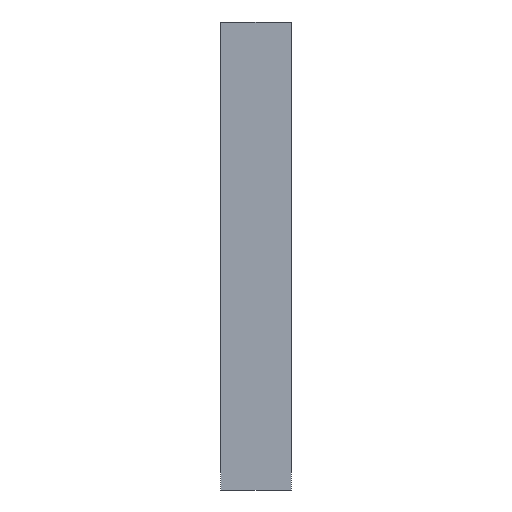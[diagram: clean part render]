
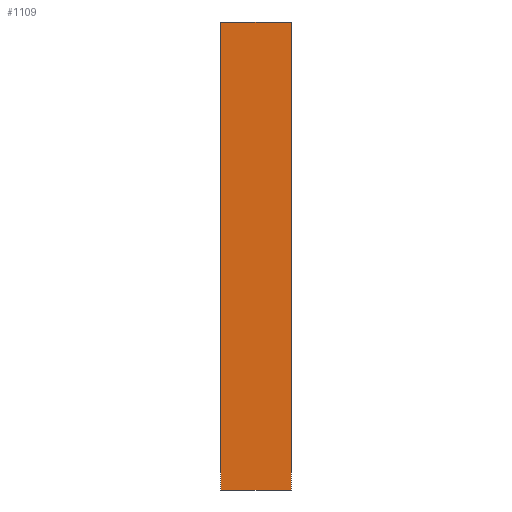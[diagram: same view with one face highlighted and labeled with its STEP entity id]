
A CAD part, left-side view. The second image highlights one B-rep face of the part: STEP entity #1109.
In plain terms, the highlighted planar face has unit normal (-1, 0, 0).
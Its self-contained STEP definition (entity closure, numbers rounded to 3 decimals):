
#83=CARTESIAN_POINT('POINT10',(-330.2,60.325,-201.613));
#84=VERTEX_POINT('VERTEX10',#83);
#91=CARTESIAN_POINT('POINT11',(-330.2,60.325,201.613));
#92=VERTEX_POINT('VERTEX11',#91);
#93=CARTESIAN_POINT('POS10',(-330.2,60.325,-201.613));
#94=DIRECTION('DIR18',(0.,0.,1.));
#95=VECTOR('VEC2',#94,25.4);
#96=LINE('STRAIGHT2',#93,#95);
#97=EDGE_CURVE('EDGE10',#84,#92,#96,.T.);
#1062=CARTESIAN_POINT('POINT67',(-330.2,0.,-201.613));
#1063=VERTEX_POINT('VERTEX67',#1062);
#1064=CARTESIAN_POINT('POS122',(-330.2,0.,-201.613));
#1065=DIRECTION('DIR210',(0.,1.,0.));
#1066=VECTOR('VEC34',#1065,25.4);
#1067=LINE('STRAIGHT34',#1064,#1066);
#1068=EDGE_CURVE('EDGE94',#1063,#84,#1067,.T.);
#1086=CARTESIAN_POINT('POINT68',(-330.2,0.,201.613));
#1087=VERTEX_POINT('VERTEX68',#1086);
#1088=CARTESIAN_POINT('POS125',(-330.2,0.,201.613));
#1089=DIRECTION('DIR214',(0.,1.,0.));
#1090=VECTOR('VEC36',#1089,25.4);
#1091=LINE('STRAIGHT36',#1088,#1090);
#1092=EDGE_CURVE('EDGE96',#1087,#92,#1091,.T.);
#1093=ORIENTED_EDGE('COEDGE151',*,*,#1092,.T.);
#1094=ORIENTED_EDGE('COEDGE152',*,*,#97,.F.);
#1095=ORIENTED_EDGE('COEDGE153',*,*,#1068,.F.);
#1096=CARTESIAN_POINT('POS126',(-330.2,0.,-201.613));
#1097=DIRECTION('DIR215',(0.,0.,1.));
#1098=VECTOR('VEC37',#1097,25.4);
#1099=LINE('STRAIGHT37',#1096,#1098);
#1100=EDGE_CURVE('EDGE97',#1063,#1087,#1099,.T.);
#1101=ORIENTED_EDGE('COEDGE154',*,*,#1100,.T.);
#1102=EDGE_LOOP('NONE',(#1093,#1094,#1095,#1101));
#1103=FACE_BOUND('LOOP1',#1102,.T.);
#1104=CARTESIAN_POINT('POS127',(-330.2,0.,-201.613));
#1105=DIRECTION('DIR216',(-1.,0.,0.));
#1106=DIRECTION('DIR217',(0.,1.,0.));
#1107=AXIS2_PLACEMENT_3D('AXIS90',#1104,#1105,#1106);
#1108=PLANE('PLANE4',#1107);
#1109=ADVANCED_FACE('FACE30',(#1103),#1108,.T.);
